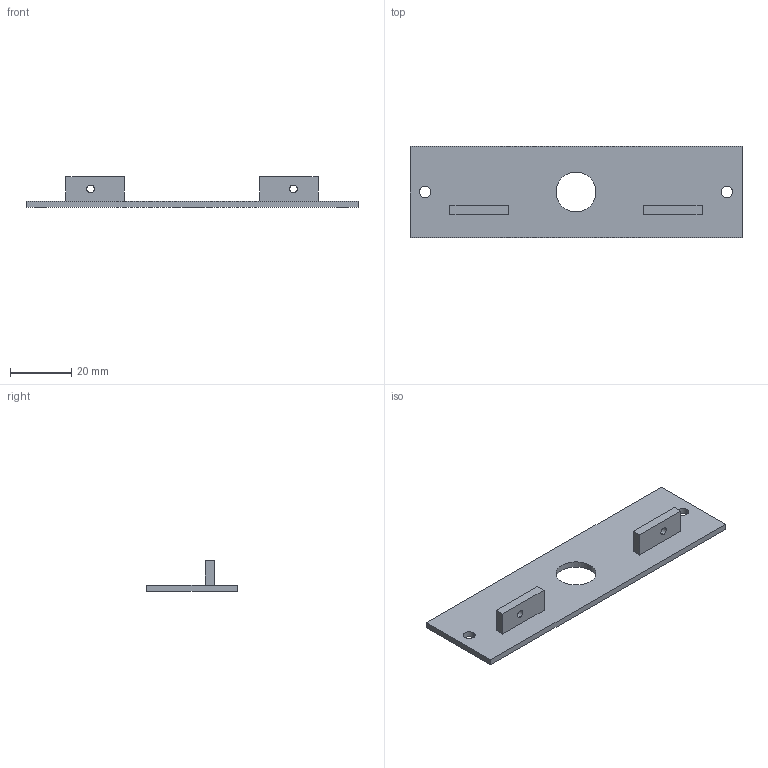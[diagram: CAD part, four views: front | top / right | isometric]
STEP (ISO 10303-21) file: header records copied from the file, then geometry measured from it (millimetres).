
FILE_DESCRIPTION (( 'STEP AP214' ), '1' );
FILE_NAME ('PCB_Mount_Base_V0.3_RCA_CNC.STEP', '2019-06-22T02:31:01', ( '' ), ( '' ), 'SwSTEP 2.0', 'SolidWorks 2010', '' );
FILE_SCHEMA (( 'AUTOMOTIVE_DESIGN' ));
Length unit declared in the file: millimetre
Products named in the file (1): PCB_Mount_Base_V0.3_RCA_CNC
Bounding box: 108 x 29.6 x 10 mm (x, y, z)
Volume: 6965.3 mm3; surface area: 7494.1 mm2
Topology: 1 solids, 1 shells, 26 faces, 66 edges, 44 vertices
Faces by surface type: plane 16, cylinder 10
Entity records: 888 total; most frequent: DIRECTION 140, CARTESIAN_POINT 137, ORIENTED_EDGE 132, EDGE_CURVE 66, AXIS2_PLACEMENT_3D 47, LINE 46, VECTOR 46, VERTEX_POINT 44
